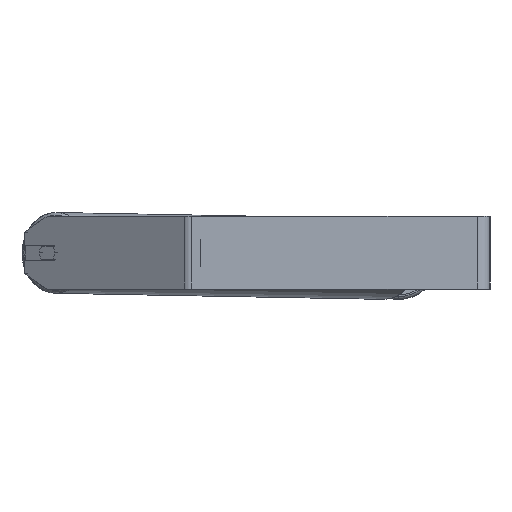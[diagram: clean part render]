
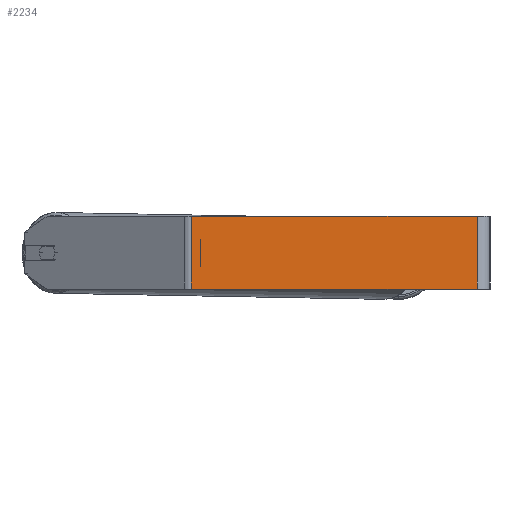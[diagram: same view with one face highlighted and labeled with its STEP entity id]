
A CAD part, left-side view. The second image highlights one B-rep face of the part: STEP entity #2234.
In plain terms, the highlighted planar face has unit normal (-1, 0, 0).
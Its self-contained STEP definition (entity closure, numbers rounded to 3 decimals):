
#147 = LINE ( 'NONE', #1520, #5901 ) ;
#270 = DIRECTION ( 'NONE',  ( 0., 0., -1. ) ) ;
#334 = VERTEX_POINT ( 'NONE', #5228 ) ;
#563 = ORIENTED_EDGE ( 'NONE', *, *, #3341, .T. ) ;
#639 = VECTOR ( 'NONE', #3086, 1000. ) ;
#918 = ORIENTED_EDGE ( 'NONE', *, *, #5006, .F. ) ;
#983 = DIRECTION ( 'NONE',  ( 0., 0., -1. ) ) ;
#1520 = CARTESIAN_POINT ( 'NONE',  ( -1000., 14., 40. ) ) ;
#1570 = EDGE_LOOP ( 'NONE', ( #1615, #5160, #918, #563 ) ) ;
#1615 = ORIENTED_EDGE ( 'NONE', *, *, #4070, .T. ) ;
#1685 = LINE ( 'NONE', #8365, #7125 ) ;
#1745 = EDGE_CURVE ( 'NONE', #5784, #4069, #147, .T. ) ;
#2234 = ADVANCED_FACE ( 'NONE', ( #4401 ), #6260, .F. ) ;
#2433 = DIRECTION ( 'NONE',  ( 1., 0., 0. ) ) ;
#3086 = DIRECTION ( 'NONE',  ( 0., -1., 0. ) ) ;
#3341 = EDGE_CURVE ( 'NONE', #5255, #334, #1685, .T. ) ;
#4069 = VERTEX_POINT ( 'NONE', #4745 ) ;
#4070 = EDGE_CURVE ( 'NONE', #334, #4069, #4167, .T. ) ;
#4157 = VECTOR ( 'NONE', #6075, 1000. ) ;
#4167 = LINE ( 'NONE', #8167, #4157 ) ;
#4359 = LINE ( 'NONE', #6432, #639 ) ;
#4401 = FACE_OUTER_BOUND ( 'NONE', #1570, .T. ) ;
#4745 = CARTESIAN_POINT ( 'NONE',  ( -1000., 14., -40. ) ) ;
#5006 = EDGE_CURVE ( 'NONE', #5255, #5784, #4359, .T. ) ;
#5110 = CARTESIAN_POINT ( 'NONE',  ( -1000., 333.332, 40. ) ) ;
#5160 = ORIENTED_EDGE ( 'NONE', *, *, #1745, .F. ) ;
#5228 = CARTESIAN_POINT ( 'NONE',  ( -1000., 328.918, -40. ) ) ;
#5255 = VERTEX_POINT ( 'NONE', #5709 ) ;
#5709 = CARTESIAN_POINT ( 'NONE',  ( -1000., 328.918, 40. ) ) ;
#5784 = VERTEX_POINT ( 'NONE', #6765 ) ;
#5901 = VECTOR ( 'NONE', #6816, 1000. ) ;
#6075 = DIRECTION ( 'NONE',  ( 0., -1., 0. ) ) ;
#6260 = PLANE ( 'NONE',  #6331 ) ;
#6331 = AXIS2_PLACEMENT_3D ( 'NONE', #5110, #2433, #270 ) ;
#6432 = CARTESIAN_POINT ( 'NONE',  ( -1000., 333.332, 40. ) ) ;
#6765 = CARTESIAN_POINT ( 'NONE',  ( -1000., 14., 40. ) ) ;
#6816 = DIRECTION ( 'NONE',  ( 0., 0., -1. ) ) ;
#7125 = VECTOR ( 'NONE', #983, 1000. ) ;
#8167 = CARTESIAN_POINT ( 'NONE',  ( -1000., 333.332, -40. ) ) ;
#8365 = CARTESIAN_POINT ( 'NONE',  ( -1000., 328.918, 40. ) ) ;
